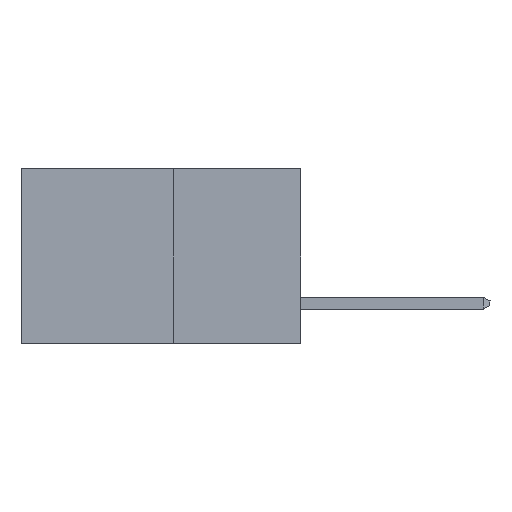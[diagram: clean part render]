
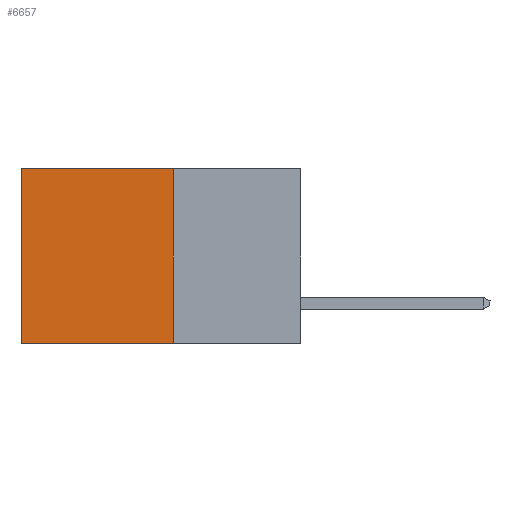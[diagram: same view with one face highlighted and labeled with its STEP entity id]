
A CAD part, left-side view. The second image highlights one B-rep face of the part: STEP entity #6657.
In plain terms, the highlighted planar face has unit normal (-1, 0, 0).
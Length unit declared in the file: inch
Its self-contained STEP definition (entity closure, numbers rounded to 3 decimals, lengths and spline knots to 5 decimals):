
#802 = CARTESIAN_POINT ( 'NONE',  ( 0.277, 0.27, -0.37 ) ) ;
#1360 = DIRECTION ( 'NONE',  ( 0., 0., -1. ) ) ;
#1501 = CARTESIAN_POINT ( 'NONE',  ( 0.277, 0.59, -0.37 ) ) ;
#2021 = CARTESIAN_POINT ( 'NONE',  ( 0.277, 0.27, 0. ) ) ;
#2997 = ORIENTED_EDGE ( 'NONE', *, *, #3089, .F. ) ;
#3089 = EDGE_CURVE ( 'NONE', #8201, #11481, #7698, .T. ) ;
#3641 = AXIS2_PLACEMENT_3D ( 'NONE', #802, #12644, #12592 ) ;
#4150 = VECTOR ( 'NONE', #5661, 39.37008 ) ;
#4390 = LINE ( 'NONE', #1501, #6777 ) ;
#4623 = CARTESIAN_POINT ( 'NONE',  ( 0.277, 0.27, 0. ) ) ;
#4985 = EDGE_CURVE ( 'NONE', #9509, #5855, #4390, .T. ) ;
#5025 = LINE ( 'NONE', #8660, #10240 ) ;
#5621 = EDGE_CURVE ( 'NONE', #11481, #5855, #5025, .T. ) ;
#5661 = DIRECTION ( 'NONE',  ( 0., 1., 0. ) ) ;
#5855 = VERTEX_POINT ( 'NONE', #6347 ) ;
#6347 = CARTESIAN_POINT ( 'NONE',  ( 0.277, 0.59, -0.37 ) ) ;
#6657 = ADVANCED_FACE ( 'NONE', ( #9397 ), #13188, .F. ) ;
#6777 = VECTOR ( 'NONE', #1360, 39.37008 ) ;
#6868 = LINE ( 'NONE', #4623, #4150 ) ;
#6882 = CARTESIAN_POINT ( 'NONE',  ( 0.277, 0.27, -0.37 ) ) ;
#7698 = LINE ( 'NONE', #6882, #10172 ) ;
#7934 = EDGE_CURVE ( 'NONE', #8201, #9509, #6868, .T. ) ;
#8201 = VERTEX_POINT ( 'NONE', #2021 ) ;
#8660 = CARTESIAN_POINT ( 'NONE',  ( 0.277, 0.27, -0.37 ) ) ;
#8694 = DIRECTION ( 'NONE',  ( 0., 1., 0. ) ) ;
#9059 = DIRECTION ( 'NONE',  ( 0., 0., -1. ) ) ;
#9106 = CARTESIAN_POINT ( 'NONE',  ( 0.277, 0.27, -0.37 ) ) ;
#9157 = EDGE_LOOP ( 'NONE', ( #13227, #10915, #2997, #9494 ) ) ;
#9397 = FACE_OUTER_BOUND ( 'NONE', #9157, .T. ) ;
#9494 = ORIENTED_EDGE ( 'NONE', *, *, #7934, .T. ) ;
#9509 = VERTEX_POINT ( 'NONE', #12560 ) ;
#10172 = VECTOR ( 'NONE', #9059, 39.37008 ) ;
#10240 = VECTOR ( 'NONE', #8694, 39.37008 ) ;
#10915 = ORIENTED_EDGE ( 'NONE', *, *, #5621, .F. ) ;
#11481 = VERTEX_POINT ( 'NONE', #9106 ) ;
#12560 = CARTESIAN_POINT ( 'NONE',  ( 0.277, 0.59, 0. ) ) ;
#12592 = DIRECTION ( 'NONE',  ( 0., 0., -1. ) ) ;
#12644 = DIRECTION ( 'NONE',  ( 1., 0., 0. ) ) ;
#13188 = PLANE ( 'NONE',  #3641 ) ;
#13227 = ORIENTED_EDGE ( 'NONE', *, *, #4985, .T. ) ;
